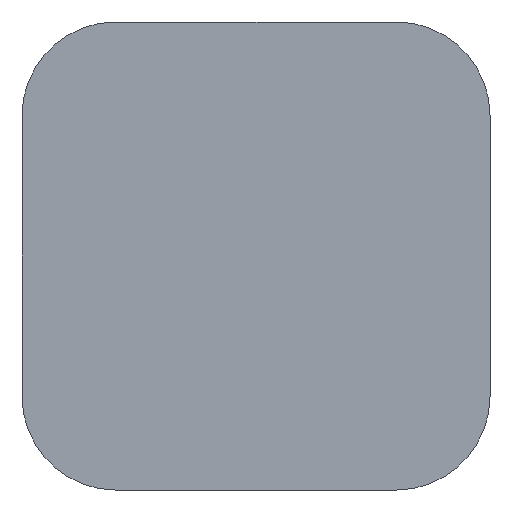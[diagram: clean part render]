
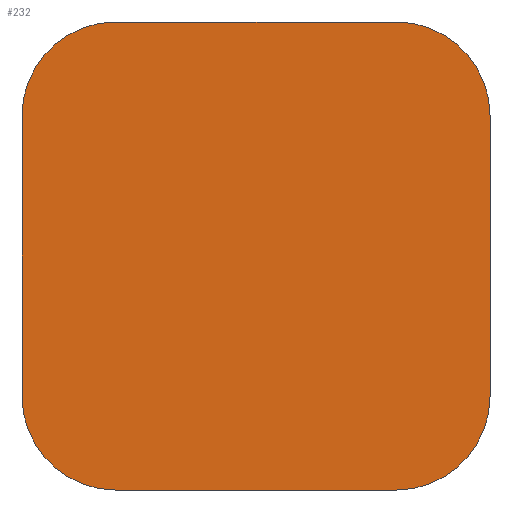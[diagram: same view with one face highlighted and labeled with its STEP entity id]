
A CAD part, front view. The second image highlights one B-rep face of the part: STEP entity #232.
In plain terms, the highlighted planar face has unit normal (0, -1, 0).
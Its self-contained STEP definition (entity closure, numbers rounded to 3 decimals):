
#1=CARTESIAN_POINT('',(4.5,0.,4.5));
#2=DIRECTION('',(0.,-1.,0.));
#3=DIRECTION('',(1.,0.,0.));
#4=AXIS2_PLACEMENT_3D('',#1,#2,#3);
#6=DIRECTION('',(0.,0.,-1.));
#7=VECTOR('',#6,9.);
#8=CARTESIAN_POINT('',(7.5,0.,4.5));
#9=LINE('',#8,#7);
#10=CARTESIAN_POINT('',(4.5,0.,-4.5));
#11=DIRECTION('',(0.,-1.,0.));
#12=DIRECTION('',(0.,0.,-1.));
#13=AXIS2_PLACEMENT_3D('',#10,#11,#12);
#15=DIRECTION('',(-1.,0.,0.));
#16=VECTOR('',#15,9.);
#17=CARTESIAN_POINT('',(4.5,0.,-7.5));
#18=LINE('',#17,#16);
#19=CARTESIAN_POINT('',(-4.5,0.,-4.5));
#20=DIRECTION('',(0.,-1.,0.));
#21=DIRECTION('',(-1.,0.,0.));
#22=AXIS2_PLACEMENT_3D('',#19,#20,#21);
#24=DIRECTION('',(0.,0.,1.));
#25=VECTOR('',#24,9.);
#26=CARTESIAN_POINT('',(-7.5,0.,-4.5));
#27=LINE('',#26,#25);
#28=CARTESIAN_POINT('',(-4.5,0.,4.5));
#29=DIRECTION('',(0.,-1.,0.));
#30=DIRECTION('',(0.,0.,1.));
#31=AXIS2_PLACEMENT_3D('',#28,#29,#30);
#33=DIRECTION('',(1.,0.,0.));
#34=VECTOR('',#33,9.);
#35=CARTESIAN_POINT('',(-4.5,0.,7.5));
#36=LINE('',#35,#34);
#177=CARTESIAN_POINT('',(7.5,0.,4.5));
#178=CARTESIAN_POINT('',(4.5,0.,7.5));
#179=VERTEX_POINT('',#177);
#180=VERTEX_POINT('',#178);
#185=CARTESIAN_POINT('',(4.5,0.,-7.5));
#186=CARTESIAN_POINT('',(7.5,0.,-4.5));
#187=VERTEX_POINT('',#185);
#188=VERTEX_POINT('',#186);
#193=CARTESIAN_POINT('',(-4.5,0.,7.5));
#194=CARTESIAN_POINT('',(-7.5,0.,4.5));
#195=VERTEX_POINT('',#193);
#196=VERTEX_POINT('',#194);
#201=CARTESIAN_POINT('',(-7.5,0.,-4.5));
#202=CARTESIAN_POINT('',(-4.5,0.,-7.5));
#203=VERTEX_POINT('',#201);
#204=VERTEX_POINT('',#202);
#209=CARTESIAN_POINT('',(0.,0.,0.));
#210=DIRECTION('',(0.,1.,0.));
#211=DIRECTION('',(1.,0.,0.));
#212=AXIS2_PLACEMENT_3D('',#209,#210,#211);
#213=PLANE('',#212);
#215=ORIENTED_EDGE('',*,*,#214,.F.);
#217=ORIENTED_EDGE('',*,*,#216,.T.);
#219=ORIENTED_EDGE('',*,*,#218,.F.);
#221=ORIENTED_EDGE('',*,*,#220,.T.);
#223=ORIENTED_EDGE('',*,*,#222,.F.);
#225=ORIENTED_EDGE('',*,*,#224,.T.);
#227=ORIENTED_EDGE('',*,*,#226,.F.);
#229=ORIENTED_EDGE('',*,*,#228,.T.);
#230=EDGE_LOOP('',(#215,#217,#219,#221,#223,#225,#227,#229));
#231=FACE_OUTER_BOUND('',#230,.F.);
#232=ADVANCED_FACE('',(#231),#213,.F.);
#5=CIRCLE('',#4,3.);
#14=CIRCLE('',#13,3.);
#23=CIRCLE('',#22,3.);
#32=CIRCLE('',#31,3.);
#214=EDGE_CURVE('',#179,#180,#5,.T.);
#216=EDGE_CURVE('',#179,#188,#9,.T.);
#218=EDGE_CURVE('',#187,#188,#14,.T.);
#220=EDGE_CURVE('',#187,#204,#18,.T.);
#222=EDGE_CURVE('',#203,#204,#23,.T.);
#224=EDGE_CURVE('',#203,#196,#27,.T.);
#226=EDGE_CURVE('',#195,#196,#32,.T.);
#228=EDGE_CURVE('',#195,#180,#36,.T.);
